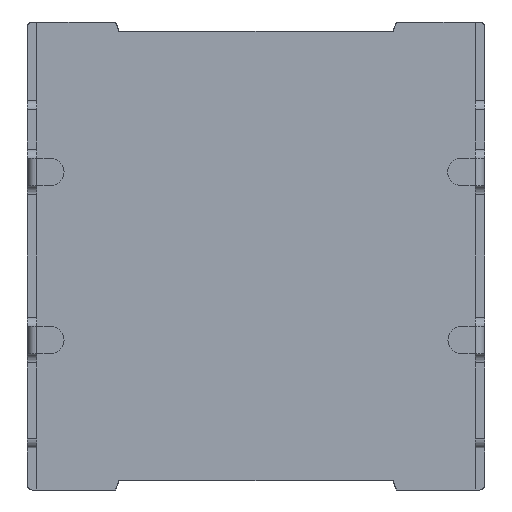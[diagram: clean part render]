
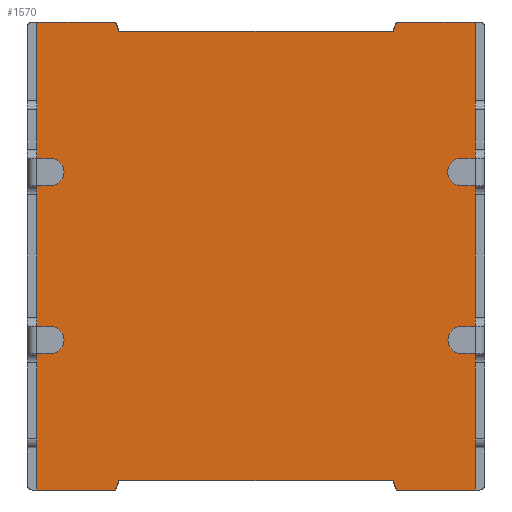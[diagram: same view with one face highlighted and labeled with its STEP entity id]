
A CAD part, front view. The second image highlights one B-rep face of the part: STEP entity #1570.
In plain terms, the highlighted planar face has unit normal (0, -1, 0).
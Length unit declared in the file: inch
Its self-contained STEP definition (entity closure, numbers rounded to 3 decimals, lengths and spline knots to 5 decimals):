
#85=FACE_OUTER_BOUND('',#167,.T.);
#167=EDGE_LOOP('',(#1151,#1152,#1153,#1154,#1155,#1156,#1157,#1158,#1159,
#1160,#1161,#1162));
#297=LINE('',#2295,#467);
#304=LINE('',#2315,#474);
#332=LINE('',#2407,#502);
#352=LINE('',#2466,#522);
#353=LINE('',#2468,#523);
#354=LINE('',#2469,#524);
#355=LINE('',#2470,#525);
#356=LINE('',#2472,#526);
#357=LINE('',#2474,#527);
#358=LINE('',#2476,#528);
#359=LINE('',#2478,#529);
#360=LINE('',#2479,#530);
#467=VECTOR('',#1810,0.08636);
#474=VECTOR('',#1827,0.08636);
#502=VECTOR('',#1907,0.08636);
#522=VECTOR('',#1957,0.01064);
#523=VECTOR('',#1958,0.3);
#524=VECTOR('',#1959,0.01064);
#525=VECTOR('',#1960,0.512);
#526=VECTOR('',#1961,0.01064);
#527=VECTOR('',#1962,0.3);
#528=VECTOR('',#1963,0.01064);
#529=VECTOR('',#1964,0.08636);
#530=VECTOR('',#1965,0.512);
#635=VERTEX_POINT('',#2285);
#639=VERTEX_POINT('',#2293);
#646=VERTEX_POINT('',#2312);
#647=VERTEX_POINT('',#2314);
#684=VERTEX_POINT('',#2404);
#685=VERTEX_POINT('',#2406);
#709=VERTEX_POINT('',#2465);
#710=VERTEX_POINT('',#2467);
#711=VERTEX_POINT('',#2471);
#712=VERTEX_POINT('',#2473);
#713=VERTEX_POINT('',#2475);
#714=VERTEX_POINT('',#2477);
#799=EDGE_CURVE('',#639,#635,#297,.T.);
#808=EDGE_CURVE('',#646,#647,#304,.T.);
#854=EDGE_CURVE('',#684,#685,#332,.T.);
#884=EDGE_CURVE('',#709,#684,#352,.T.);
#885=EDGE_CURVE('',#710,#709,#353,.T.);
#886=EDGE_CURVE('',#635,#710,#354,.T.);
#887=EDGE_CURVE('',#639,#647,#355,.T.);
#888=EDGE_CURVE('',#711,#646,#356,.T.);
#889=EDGE_CURVE('',#712,#711,#357,.T.);
#890=EDGE_CURVE('',#713,#712,#358,.T.);
#891=EDGE_CURVE('',#714,#713,#359,.T.);
#892=EDGE_CURVE('',#714,#685,#360,.T.);
#1151=ORIENTED_EDGE('',*,*,#854,.F.);
#1152=ORIENTED_EDGE('',*,*,#884,.F.);
#1153=ORIENTED_EDGE('',*,*,#885,.F.);
#1154=ORIENTED_EDGE('',*,*,#886,.F.);
#1155=ORIENTED_EDGE('',*,*,#799,.F.);
#1156=ORIENTED_EDGE('',*,*,#887,.T.);
#1157=ORIENTED_EDGE('',*,*,#808,.F.);
#1158=ORIENTED_EDGE('',*,*,#888,.F.);
#1159=ORIENTED_EDGE('',*,*,#889,.F.);
#1160=ORIENTED_EDGE('',*,*,#890,.F.);
#1161=ORIENTED_EDGE('',*,*,#891,.F.);
#1162=ORIENTED_EDGE('',*,*,#892,.T.);
#1515=PLANE('',#1686);
#1570=ADVANCED_FACE('',(#85),#1515,.F.);
#1686=AXIS2_PLACEMENT_3D('',#2464,#1955,#1956);
#1810=DIRECTION('',(-1.,0.,0.));
#1827=DIRECTION('',(1.,0.,0.));
#1907=DIRECTION('',(-1.,0.,0.));
#1955=DIRECTION('center_axis',(0.,1.,0.));
#1956=DIRECTION('ref_axis',(0.,0.,1.));
#1957=DIRECTION('',(-0.342,0.,-0.94));
#1958=DIRECTION('',(-1.,0.,0.));
#1959=DIRECTION('',(-0.342,0.,0.94));
#1960=DIRECTION('',(0.,0.,1.));
#1961=DIRECTION('',(0.342,0.,0.94));
#1962=DIRECTION('',(1.,0.,0.));
#1963=DIRECTION('',(0.342,0.,-0.94));
#1964=DIRECTION('',(1.,0.,0.));
#1965=DIRECTION('',(0.,0.,-1.));
#2285=CARTESIAN_POINT('',(0.15364,0.,-0.256));
#2293=CARTESIAN_POINT('',(0.24,0.,-0.256));
#2295=CARTESIAN_POINT('',(0.245,0.,-0.256));
#2312=CARTESIAN_POINT('',(0.15364,0.,0.256));
#2314=CARTESIAN_POINT('',(0.24,0.,0.256));
#2315=CARTESIAN_POINT('',(-0.245,0.,0.256));
#2404=CARTESIAN_POINT('',(-0.15364,0.,-0.256));
#2406=CARTESIAN_POINT('',(-0.24,0.,-0.256));
#2407=CARTESIAN_POINT('',(0.245,0.,-0.256));
#2464=CARTESIAN_POINT('Origin',(-0.245,0.,-0.251));
#2465=CARTESIAN_POINT('',(-0.15,0.,-0.246));
#2466=CARTESIAN_POINT('',(-0.15,0.,-0.246));
#2467=CARTESIAN_POINT('',(0.15,0.,-0.246));
#2468=CARTESIAN_POINT('',(0.15,0.,-0.246));
#2469=CARTESIAN_POINT('',(0.15364,0.,-0.256));
#2470=CARTESIAN_POINT('',(0.24,0.,-0.256));
#2471=CARTESIAN_POINT('',(0.15,0.,0.246));
#2472=CARTESIAN_POINT('',(0.15,0.,0.246));
#2473=CARTESIAN_POINT('',(-0.15,0.,0.246));
#2474=CARTESIAN_POINT('',(-0.15,0.,0.246));
#2475=CARTESIAN_POINT('',(-0.15364,0.,0.256));
#2476=CARTESIAN_POINT('',(-0.15364,0.,0.256));
#2477=CARTESIAN_POINT('',(-0.24,0.,0.256));
#2478=CARTESIAN_POINT('',(-0.245,0.,0.256));
#2479=CARTESIAN_POINT('',(-0.24,0.,0.256));
